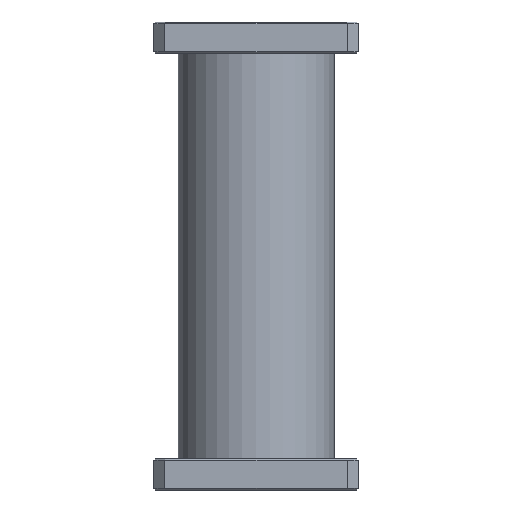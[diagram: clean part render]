
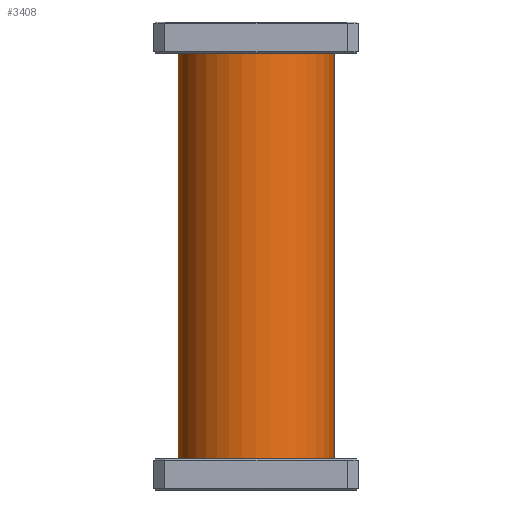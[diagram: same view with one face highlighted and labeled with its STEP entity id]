
A CAD part, front view. The second image highlights one B-rep face of the part: STEP entity #3408.
In plain terms, the highlighted cylindrical face has radius 12.7 mm (diameter 25.4 mm), a partial arc.
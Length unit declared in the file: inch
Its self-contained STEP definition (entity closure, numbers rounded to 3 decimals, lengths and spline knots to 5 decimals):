
#254 = CARTESIAN_POINT ( 'NONE',  ( 1.66512, 1.71917, 3.4745 ) ) ;
#468 = EDGE_CURVE ( 'NONE', #1035, #650, #4841, .T. ) ;
#609 = CARTESIAN_POINT ( 'NONE',  ( 1.16512, 1.71917, 3.4745 ) ) ;
#650 = VERTEX_POINT ( 'NONE', #3268 ) ;
#655 = DIRECTION ( 'NONE',  ( 0., 0., -1. ) ) ;
#661 = DIRECTION ( 'NONE',  ( -1., 0., 0. ) ) ;
#797 = EDGE_CURVE ( 'NONE', #2406, #1035, #986, .T. ) ;
#838 = ORIENTED_EDGE ( 'NONE', *, *, #4681, .T. ) ;
#847 = AXIS2_PLACEMENT_3D ( 'NONE', #3804, #2236, #4938 ) ;
#957 = CARTESIAN_POINT ( 'NONE',  ( 0.66512, 1.71917, 3.4745 ) ) ;
#986 = CIRCLE ( 'NONE', #2713, 0.5 ) ;
#1035 = VERTEX_POINT ( 'NONE', #254 ) ;
#1349 = ORIENTED_EDGE ( 'NONE', *, *, #2765, .T. ) ;
#1431 = CARTESIAN_POINT ( 'NONE',  ( 0.66512, 1.71917, 3.4745 ) ) ;
#2156 = DIRECTION ( 'NONE',  ( 0., 0., -1. ) ) ;
#2236 = DIRECTION ( 'NONE',  ( 0., 0., 1. ) ) ;
#2363 = DIRECTION ( 'NONE',  ( 0., 0., 1. ) ) ;
#2406 = VERTEX_POINT ( 'NONE', #1431 ) ;
#2491 = FACE_OUTER_BOUND ( 'NONE', #3202, .T. ) ;
#2511 = DIRECTION ( 'NONE',  ( 0., 0., -1. ) ) ;
#2633 = AXIS2_PLACEMENT_3D ( 'NONE', #609, #2156, #661 ) ;
#2713 = AXIS2_PLACEMENT_3D ( 'NONE', #3084, #2363, #4682 ) ;
#2765 = EDGE_CURVE ( 'NONE', #4491, #650, #3646, .T. ) ;
#3084 = CARTESIAN_POINT ( 'NONE',  ( 1.16512, 1.71917, 3.4745 ) ) ;
#3133 = ORIENTED_EDGE ( 'NONE', *, *, #797, .F. ) ;
#3159 = ORIENTED_EDGE ( 'NONE', *, *, #468, .F. ) ;
#3179 = VECTOR ( 'NONE', #2511, 39.37008 ) ;
#3202 = EDGE_LOOP ( 'NONE', ( #3159, #3133, #838, #1349 ) ) ;
#3253 = CARTESIAN_POINT ( 'NONE',  ( 0.66512, 1.71917, 0.8745 ) ) ;
#3268 = CARTESIAN_POINT ( 'NONE',  ( 1.66512, 1.71917, 0.8745 ) ) ;
#3281 = CYLINDRICAL_SURFACE ( 'NONE', #2633, 0.5 ) ;
#3408 = ADVANCED_FACE ( 'NONE', ( #2491 ), #3281, .T. ) ;
#3409 = VECTOR ( 'NONE', #655, 39.37008 ) ;
#3646 = CIRCLE ( 'NONE', #847, 0.5 ) ;
#3663 = CARTESIAN_POINT ( 'NONE',  ( 1.66512, 1.71917, 3.4745 ) ) ;
#3804 = CARTESIAN_POINT ( 'NONE',  ( 1.16512, 1.71917, 0.8745 ) ) ;
#4072 = LINE ( 'NONE', #957, #3179 ) ;
#4491 = VERTEX_POINT ( 'NONE', #3253 ) ;
#4681 = EDGE_CURVE ( 'NONE', #2406, #4491, #4072, .T. ) ;
#4682 = DIRECTION ( 'NONE',  ( 1., 0., 0. ) ) ;
#4841 = LINE ( 'NONE', #3663, #3409 ) ;
#4938 = DIRECTION ( 'NONE',  ( 1., 0., 0. ) ) ;
